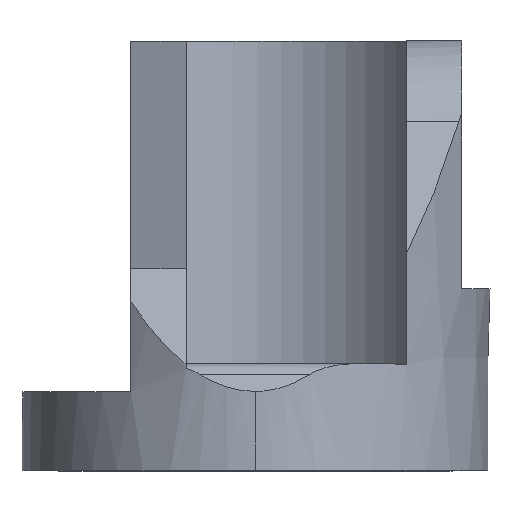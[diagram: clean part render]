
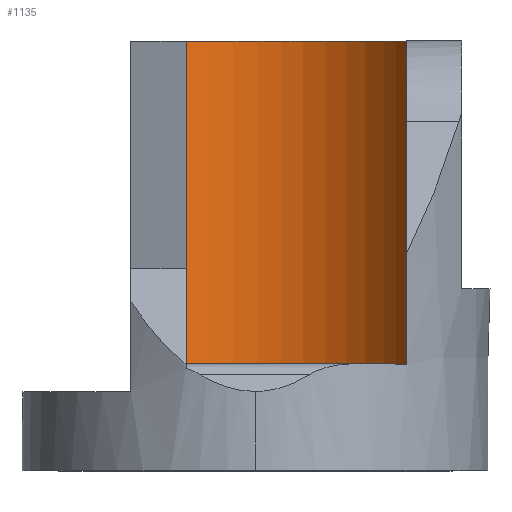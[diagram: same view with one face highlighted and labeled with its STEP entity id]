
A CAD part, top view. The second image highlights one B-rep face of the part: STEP entity #1135.
In plain terms, the highlighted free-form (B-spline) face has degree [3, 1] with [10, 2] control points.
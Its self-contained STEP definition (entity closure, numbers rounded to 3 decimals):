
#13 = ORIENTED_EDGE ( 'NONE', *, *, #1549, .T. ) ;
#52 = CARTESIAN_POINT ( 'NONE',  ( -2.5, -0.025, -7.935 ) ) ;
#70 = DIRECTION ( 'NONE',  ( 0., 1., 0. ) ) ;
#73 = LINE ( 'NONE', #377, #1476 ) ;
#149 = CARTESIAN_POINT ( 'NONE',  ( 5.5, 0., -5.246 ) ) ;
#179 = B_SPLINE_CURVE_WITH_KNOTS ( 'NONE', 3,
 ( #1394, #1391, #1402, #1406, #1412, #989, #726, #1418, #1423, #1428 ),
 .UNSPECIFIED., .F., .F.,
 ( 4, 2, 2, 2, 4 ),
 ( 0.095, 0.25, 0.5, 0.75, 0.959 ),
 .UNSPECIFIED. ) ;
#377 = CARTESIAN_POINT ( 'NONE',  ( 5.5, -0.025, -5.246 ) ) ;
#395 = ORIENTED_EDGE ( 'NONE', *, *, #1667, .T. ) ;
#407 = VERTEX_POINT ( 'NONE', #482 ) ;
#482 = CARTESIAN_POINT ( 'NONE',  ( 5.5, 15.6, -5.246 ) ) ;
#524 = ORIENTED_EDGE ( 'NONE', *, *, #604, .F. ) ;
#604 = EDGE_CURVE ( 'NONE', #1353, #407, #179, .T. ) ;
#721 = CARTESIAN_POINT ( 'NONE',  ( -2.5, 15.6, -7.935 ) ) ;
#726 = CARTESIAN_POINT ( 'NONE',  ( 3.155, 15.6, -7.655 ) ) ;
#727 = VERTEX_POINT ( 'NONE', #1817 ) ;
#744 = VERTEX_POINT ( 'NONE', #149 ) ;
#761 = ORIENTED_EDGE ( 'NONE', *, *, #873, .F. ) ;
#873 = EDGE_CURVE ( 'NONE', #727, #1353, #1379, .T. ) ;
#989 = CARTESIAN_POINT ( 'NONE',  ( 2.353, 15.6, -8.067 ) ) ;
#1045 = CARTESIAN_POINT ( 'NONE',  ( 5.5, 0., -5.246 ) ) ;
#1053 = CARTESIAN_POINT ( 'NONE',  ( 5.5, 15.6, -5.246 ) ) ;
#1083 = CARTESIAN_POINT ( 'NONE',  ( 5.038, 0., -5.958 ) ) ;
#1095 = CARTESIAN_POINT ( 'NONE',  ( 5.038, 15.6, -5.958 ) ) ;
#1100 = CARTESIAN_POINT ( 'NONE',  ( 4.486, 0., -6.574 ) ) ;
#1108 = CARTESIAN_POINT ( 'NONE',  ( 4.486, 15.6, -6.574 ) ) ;
#1116 = CARTESIAN_POINT ( 'NONE',  ( 3.155, 0., -7.655 ) ) ;
#1125 = CARTESIAN_POINT ( 'NONE',  ( 3.155, 15.6, -7.655 ) ) ;
#1133 = CARTESIAN_POINT ( 'NONE',  ( 2.353, 0., -8.067 ) ) ;
#1135 = ADVANCED_FACE ( 'NONE', ( #1581 ), #1611, .T. ) ;
#1142 = CARTESIAN_POINT ( 'NONE',  ( 2.353, 15.6, -8.067 ) ) ;
#1151 = CARTESIAN_POINT ( 'NONE',  ( 0.706, 0., -8.519 ) ) ;
#1158 = CARTESIAN_POINT ( 'NONE',  ( 0.706, 15.6, -8.519 ) ) ;
#1167 = CARTESIAN_POINT ( 'NONE',  ( -0.141, 0., -8.56 ) ) ;
#1180 = CARTESIAN_POINT ( 'NONE',  ( -0.141, 15.6, -8.56 ) ) ;
#1190 = CARTESIAN_POINT ( 'NONE',  ( -1.492, 0., -8.328 ) ) ;
#1192 = DIRECTION ( 'NONE',  ( 0., 1., 0. ) ) ;
#1199 = CARTESIAN_POINT ( 'NONE',  ( -1.492, 15.6, -8.328 ) ) ;
#1206 = CARTESIAN_POINT ( 'NONE',  ( -2.004, 0., -8.167 ) ) ;
#1210 = CARTESIAN_POINT ( 'NONE',  ( -2.004, 15.6, -8.167 ) ) ;
#1213 = CARTESIAN_POINT ( 'NONE',  ( -2.5, 0., -7.935 ) ) ;
#1216 = CARTESIAN_POINT ( 'NONE',  ( -2.5, 15.6, -7.935 ) ) ;
#1241 = B_SPLINE_CURVE_WITH_KNOTS ( 'NONE', 3,
 ( #1398, #1390, #1438, #1449, #1458, #1467, #1475, #1481, #1494, #1502 ),
 .UNSPECIFIED., .F., .F.,
 ( 4, 2, 2, 2, 4 ),
 ( 0.095, 0.25, 0.5, 0.75, 0.959 ),
 .UNSPECIFIED. ) ;
#1353 = VERTEX_POINT ( 'NONE', #721 ) ;
#1379 = LINE ( 'NONE', #52, #1706 ) ;
#1390 = CARTESIAN_POINT ( 'NONE',  ( -2.004, 0., -8.167 ) ) ;
#1391 = CARTESIAN_POINT ( 'NONE',  ( -2.004, 15.6, -8.167 ) ) ;
#1394 = CARTESIAN_POINT ( 'NONE',  ( -2.5, 15.6, -7.935 ) ) ;
#1398 = CARTESIAN_POINT ( 'NONE',  ( -2.5, 0., -7.935 ) ) ;
#1402 = CARTESIAN_POINT ( 'NONE',  ( -1.492, 15.6, -8.328 ) ) ;
#1406 = CARTESIAN_POINT ( 'NONE',  ( -0.141, 15.6, -8.56 ) ) ;
#1412 = CARTESIAN_POINT ( 'NONE',  ( 0.706, 15.6, -8.519 ) ) ;
#1418 = CARTESIAN_POINT ( 'NONE',  ( 4.486, 15.6, -6.574 ) ) ;
#1423 = CARTESIAN_POINT ( 'NONE',  ( 5.038, 15.6, -5.958 ) ) ;
#1428 = CARTESIAN_POINT ( 'NONE',  ( 5.5, 15.6, -5.246 ) ) ;
#1438 = CARTESIAN_POINT ( 'NONE',  ( -1.492, 0., -8.328 ) ) ;
#1449 = CARTESIAN_POINT ( 'NONE',  ( -0.141, 0., -8.56 ) ) ;
#1458 = CARTESIAN_POINT ( 'NONE',  ( 0.706, 0., -8.519 ) ) ;
#1467 = CARTESIAN_POINT ( 'NONE',  ( 2.353, 0., -8.067 ) ) ;
#1475 = CARTESIAN_POINT ( 'NONE',  ( 3.155, 0., -7.655 ) ) ;
#1476 = VECTOR ( 'NONE', #1192, 1000. ) ;
#1481 = CARTESIAN_POINT ( 'NONE',  ( 4.486, 0., -6.574 ) ) ;
#1494 = CARTESIAN_POINT ( 'NONE',  ( 5.038, 0., -5.958 ) ) ;
#1502 = CARTESIAN_POINT ( 'NONE',  ( 5.5, 0., -5.246 ) ) ;
#1549 = EDGE_CURVE ( 'NONE', #744, #407, #73, .T. ) ;
#1581 = FACE_OUTER_BOUND ( 'NONE', #1744, .T. ) ;
#1611 = B_SPLINE_SURFACE_WITH_KNOTS ( 'NONE', 3, 1, ( 
 ( #1045, #1053 ),
 ( #1083, #1095 ),
 ( #1100, #1108 ),
 ( #1116, #1125 ),
 ( #1133, #1142 ),
 ( #1151, #1158 ),
 ( #1167, #1180 ),
 ( #1190, #1199 ),
 ( #1206, #1210 ),
 ( #1213, #1216 ) ),
 .UNSPECIFIED., .F., .F., .F.,
 ( 4, 2, 2, 2, 4 ),
 ( 2, 2 ),
 ( 0., 0.209, 0.459, 0.709, 0.865 ),
 ( 0., 1. ),
 .UNSPECIFIED. ) ;
#1667 = EDGE_CURVE ( 'NONE', #727, #744, #1241, .T. ) ;
#1706 = VECTOR ( 'NONE', #70, 1000. ) ;
#1744 = EDGE_LOOP ( 'NONE', ( #761, #395, #13, #524 ) ) ;
#1817 = CARTESIAN_POINT ( 'NONE',  ( -2.5, 0., -7.935 ) ) ;
